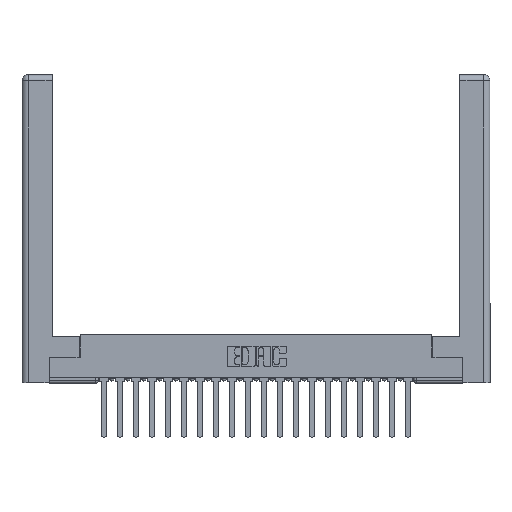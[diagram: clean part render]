
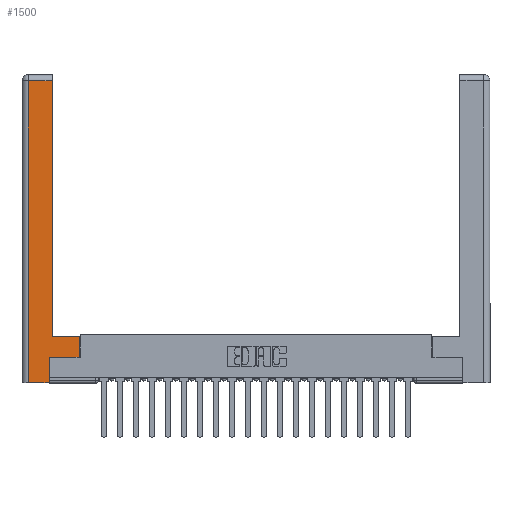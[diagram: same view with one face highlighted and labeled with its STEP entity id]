
A CAD part, top view. The second image highlights one B-rep face of the part: STEP entity #1500.
In plain terms, the highlighted planar face has unit normal (0, 0, 1).
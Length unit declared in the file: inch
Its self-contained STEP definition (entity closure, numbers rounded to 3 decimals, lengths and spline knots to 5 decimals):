
#283 = LINE ( 'NONE', #12831, #2520 ) ;
#354 = FACE_OUTER_BOUND ( 'NONE', #22376, .T. ) ;
#647 = CARTESIAN_POINT ( 'NONE',  ( 0.565, 0.45, 0. ) ) ;
#859 = VERTEX_POINT ( 'NONE', #18775 ) ;
#948 = VECTOR ( 'NONE', #14702, 39.37008 ) ;
#1500 = ADVANCED_FACE ( 'NONE', ( #354 ), #17481, .F. ) ;
#1532 = VERTEX_POINT ( 'NONE', #6567 ) ;
#1635 = EDGE_CURVE ( 'NONE', #7885, #859, #20464, .T. ) ;
#1839 = ORIENTED_EDGE ( 'NONE', *, *, #13416, .T. ) ;
#2519 = VECTOR ( 'NONE', #9116, 39.37008 ) ;
#2520 = VECTOR ( 'NONE', #12689, 39.37008 ) ;
#2858 = VERTEX_POINT ( 'NONE', #18496 ) ;
#3333 = VECTOR ( 'NONE', #10724, 39.37008 ) ;
#4815 = EDGE_CURVE ( 'NONE', #22324, #9969, #11829, .T. ) ;
#5030 = LINE ( 'NONE', #11022, #13613 ) ;
#5035 = LINE ( 'NONE', #18648, #14181 ) ;
#5618 = LINE ( 'NONE', #10941, #2519 ) ;
#6567 = CARTESIAN_POINT ( 'NONE',  ( 0.0615, 2.94, 0. ) ) ;
#6739 = CARTESIAN_POINT ( 'NONE',  ( 0.565, 0.245, 0. ) ) ;
#6991 = DIRECTION ( 'NONE',  ( 0., 0., -1. ) ) ;
#7239 = ORIENTED_EDGE ( 'NONE', *, *, #17328, .T. ) ;
#7885 = VERTEX_POINT ( 'NONE', #21354 ) ;
#8965 = CARTESIAN_POINT ( 'NONE',  ( 0.0615, 2.94, 0. ) ) ;
#9116 = DIRECTION ( 'NONE',  ( 0., 1., 0. ) ) ;
#9538 = CARTESIAN_POINT ( 'NONE',  ( 0.565, 0.245, 0. ) ) ;
#9601 = DIRECTION ( 'NONE',  ( 0., 1., 0. ) ) ;
#9688 = DIRECTION ( 'NONE',  ( 1., 0., 0. ) ) ;
#9969 = VERTEX_POINT ( 'NONE', #6739 ) ;
#10724 = DIRECTION ( 'NONE',  ( -1., 0., 0. ) ) ;
#10941 = CARTESIAN_POINT ( 'NONE',  ( 0.565, 0.45, 0. ) ) ;
#11022 = CARTESIAN_POINT ( 'NONE',  ( 0.0615, 0., 0. ) ) ;
#11829 = LINE ( 'NONE', #9538, #948 ) ;
#12689 = DIRECTION ( 'NONE',  ( -1., 0., 0. ) ) ;
#12831 = CARTESIAN_POINT ( 'NONE',  ( 0.295, 0.45, 0. ) ) ;
#12947 = LINE ( 'NONE', #22295, #19682 ) ;
#13416 = EDGE_CURVE ( 'NONE', #22367, #7885, #283, .T. ) ;
#13613 = VECTOR ( 'NONE', #19933, 39.37008 ) ;
#14121 = DIRECTION ( 'NONE',  ( -1., 0., 0. ) ) ;
#14162 = CARTESIAN_POINT ( 'NONE',  ( 0.0615, 0., 0. ) ) ;
#14181 = VECTOR ( 'NONE', #9688, 39.37008 ) ;
#14702 = DIRECTION ( 'NONE',  ( 1., 0., 0. ) ) ;
#14707 = LINE ( 'NONE', #8965, #3333 ) ;
#15367 = EDGE_CURVE ( 'NONE', #20237, #2858, #5035, .T. ) ;
#15672 = VECTOR ( 'NONE', #17220, 39.37008 ) ;
#16357 = ORIENTED_EDGE ( 'NONE', *, *, #1635, .T. ) ;
#16358 = EDGE_CURVE ( 'NONE', #9969, #22367, #5618, .T. ) ;
#17157 = ORIENTED_EDGE ( 'NONE', *, *, #15367, .T. ) ;
#17220 = DIRECTION ( 'NONE',  ( 0., 1., 0. ) ) ;
#17253 = EDGE_CURVE ( 'NONE', #859, #1532, #14707, .T. ) ;
#17328 = EDGE_CURVE ( 'NONE', #1532, #20237, #5030, .T. ) ;
#17481 = PLANE ( 'NONE',  #23110 ) ;
#17845 = ORIENTED_EDGE ( 'NONE', *, *, #4815, .T. ) ;
#18047 = ORIENTED_EDGE ( 'NONE', *, *, #16358, .T. ) ;
#18496 = CARTESIAN_POINT ( 'NONE',  ( 0.265, 0., 0. ) ) ;
#18648 = CARTESIAN_POINT ( 'NONE',  ( 0.265, 0., 0. ) ) ;
#18775 = CARTESIAN_POINT ( 'NONE',  ( 0.295, 2.94, 0. ) ) ;
#19359 = CARTESIAN_POINT ( 'NONE',  ( 0.295, 3., 0. ) ) ;
#19682 = VECTOR ( 'NONE', #9601, 39.37008 ) ;
#19912 = EDGE_CURVE ( 'NONE', #2858, #22324, #12947, .T. ) ;
#19933 = DIRECTION ( 'NONE',  ( 0., -1., 0. ) ) ;
#20237 = VERTEX_POINT ( 'NONE', #14162 ) ;
#20464 = LINE ( 'NONE', #19359, #15672 ) ;
#21354 = CARTESIAN_POINT ( 'NONE',  ( 0.295, 0.45, 0. ) ) ;
#21460 = ORIENTED_EDGE ( 'NONE', *, *, #17253, .T. ) ;
#21531 = ORIENTED_EDGE ( 'NONE', *, *, #19912, .T. ) ;
#22295 = CARTESIAN_POINT ( 'NONE',  ( 0.265, 0.245, 0. ) ) ;
#22324 = VERTEX_POINT ( 'NONE', #22356 ) ;
#22356 = CARTESIAN_POINT ( 'NONE',  ( 0.265, 0.245, 0. ) ) ;
#22367 = VERTEX_POINT ( 'NONE', #647 ) ;
#22376 = EDGE_LOOP ( 'NONE', ( #16357, #21460, #7239, #17157, #21531, #17845, #18047, #1839 ) ) ;
#22966 = CARTESIAN_POINT ( 'NONE',  ( 0., 0., 0. ) ) ;
#23110 = AXIS2_PLACEMENT_3D ( 'NONE', #22966, #6991, #14121 ) ;
